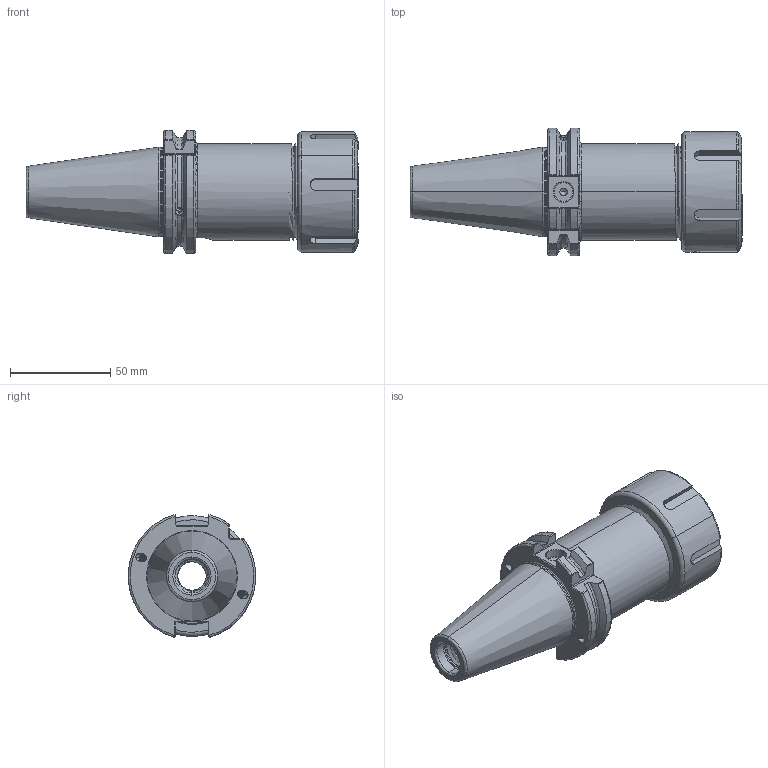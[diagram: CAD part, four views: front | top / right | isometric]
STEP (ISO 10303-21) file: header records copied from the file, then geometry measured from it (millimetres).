
FILE_DESCRIPTION (( 'STEP AP203' ), '1' );
FILE_NAME ('403.01.25.1.STEP', '2016-07-16T00:55:47', ( '' ), ( '' ), 'SwSTEP 2.0', 'SolidWorks 2012', '' );
FILE_SCHEMA (( 'CONFIG_CONTROL_DESIGN' ));
Length unit declared in the file: millimetre
Products named in the file (7): OZ25Y1; OZ25#200 3.96MM鋼珠; 403.01.25.1; OZ螺帽螺絲 M5; OZ25002PD; OZ25001PD
Assembly tree (40 placements, depth 3):
  403.01.25.1
    403.01.25.1
    OZ25Y1
      OZ25001PD
      OZ25002PD
      OZ螺帽螺絲 M5
      OZ25#200 3.96MM鋼珠  x35
Bounding box: 165.2 x 63.34 x 61.24 mm (x, y, z)
Volume: 215788.2 mm3; surface area: 63502.7 mm2
Topology: 39 solids, 39 shells, 565 faces, 1592 edges, 1023 vertices
Faces by surface type: cylinder 203, plane 91, cone 72, sphere 70, torus 68, bspline 61
Entity records: 39454 total; most frequent: CARTESIAN_POINT 26798, ORIENTED_EDGE 2670, DIRECTION 1934, EDGE_CURVE 1335, VERTEX_POINT 850, AXIS2_PLACEMENT_3D 776, EDGE_LOOP 515, FACE_OUTER_BOUND 497
